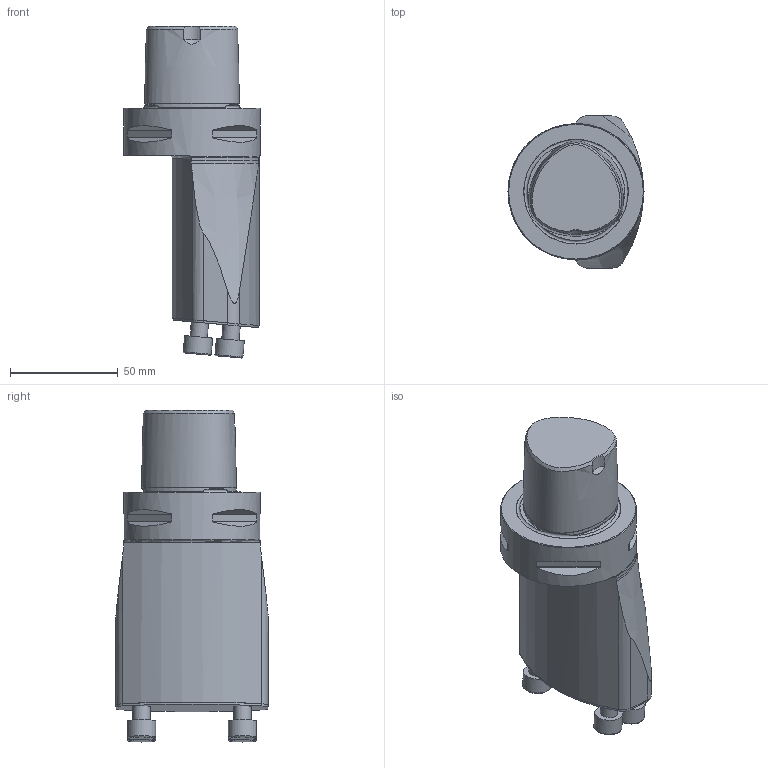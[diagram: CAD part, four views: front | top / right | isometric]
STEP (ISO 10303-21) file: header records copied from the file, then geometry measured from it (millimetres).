
FILE_DESCRIPTION(/* description */ (''),/* implementation_level */ '2;1');
FILE_NAME(/* name */ '1493213409173.stp',/* time_stamp */ '2017-04-26T15:30:15+02:00',/* author */ (''),/* organization */ ('SMS'),/* preprocessor_version */ 'ST-DEVELOPER v15',/* originating_system */ 'SIEMENS PLM Software NX 8.5',/* authorisation */ '');
FILE_SCHEMA (('AUTOMOTIVE_DESIGN { 1 0 10303 214 3 1 1 1 }'));
Length unit declared in the file: millimetre
Products named in the file (1): 201050782MOD000_00
Bounding box: 63 x 70.5 x 153.79 mm (x, y, z)
Volume: 299661.3 mm3; surface area: 32704.9 mm2
Topology: 1 solids, 1 shells, 91 faces, 221 edges, 147 vertices
Faces by surface type: plane 32, cylinder 32, torus 11, cone 9, bspline 7
Full cylindrical faces by diameter (mm): 8 x4, 13 x4, 63 x1
Entity records: 22487 total; most frequent: CARTESIAN_POINT 20512, ORIENTED_EDGE 388, DIRECTION 370, EDGE_CURVE 194, AXIS2_PLACEMENT_3D 159, VERTEX_POINT 138, EDGE_LOOP 124, ADVANCED_FACE 91
